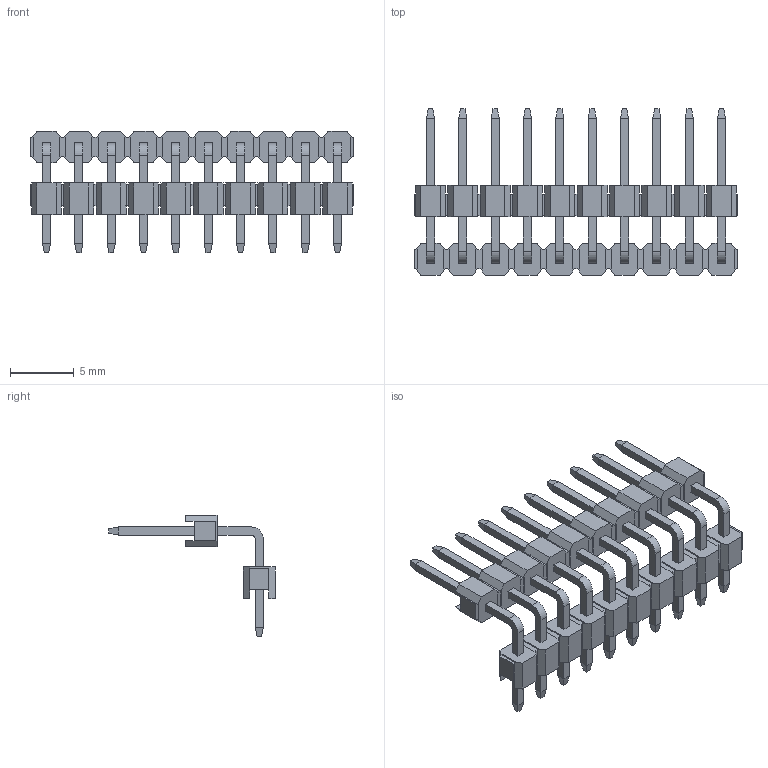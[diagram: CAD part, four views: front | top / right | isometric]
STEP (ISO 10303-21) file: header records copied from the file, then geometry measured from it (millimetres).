
FILE_DESCRIPTION( ('This file contains a STEP AP42 implementation' ,'as created by ZW3D STEP Interface translator.') ,'2;1' );
FILE_NAME( '1125-21XXXXRXXXXXXX(笢潔俔毀砃).stp' ,'23 331.115944', (''), ('ZWCAD Software Co.'), 'Version 1.0', 'ZW3D to STEP translator', '' );
FILE_SCHEMA(('AUTOMOTIVE_DESIGN { 1 0 10303 214 1 1 1 1 }'));
Length unit declared in the file: millimetre
Products named in the file (2): 0; 1125-2120XXR198XXXX(笢潔俔毀砃)
Bounding box: 25.4 x 13.07 x 9.57 mm (x, y, z)
Volume: 294.7 mm3; surface area: 1180.3 mm2
Topology: 12 solids, 12 shells, 752 faces, 1864 edges, 1136 vertices
Faces by surface type: plane 732, cylinder 20
Entity records: 22275 total; most frequent: CARTESIAN_POINT 3753, ORIENTED_EDGE 3728, DIRECTION 3410, EDGE_CURVE 1864, VECTOR 1824, LINE 1824, VERTEX_POINT 1136, AXIS2_PLACEMENT_3D 793
